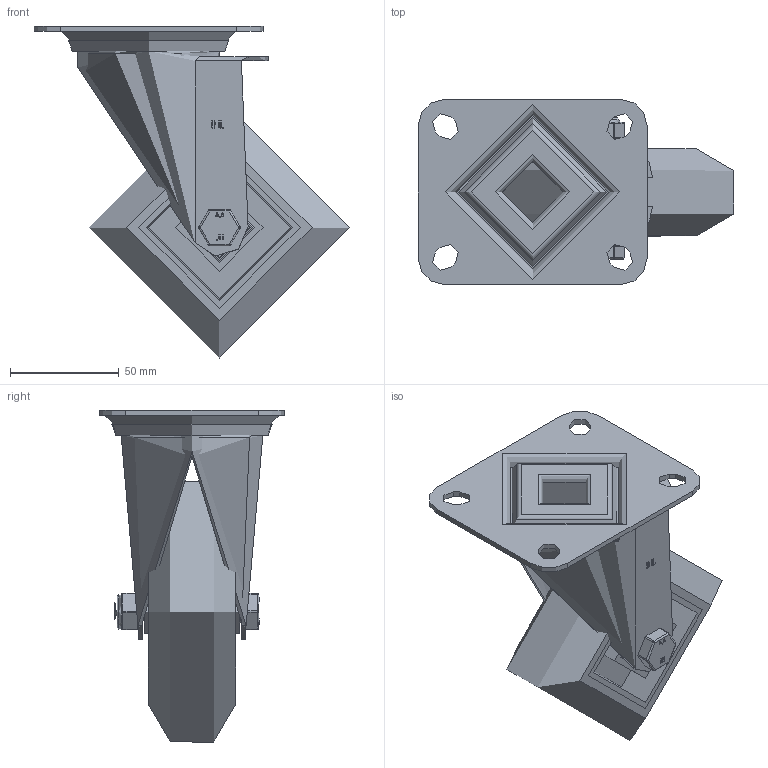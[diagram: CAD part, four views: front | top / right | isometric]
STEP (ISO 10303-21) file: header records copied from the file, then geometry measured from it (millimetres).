
FILE_DESCRIPTION(/* description */ ('','CAx-IF Rec.Pracs.---Representation and Presentation of Product Manufacturing Information (PMI)---4.0---2014-10-13'),/* implementation_level */ '2;1');
FILE_NAME(/* name */ 'BZMM125SRERGBJ - 2.step',/* time_stamp */ '2024-12-17T09:55:18Z',/* author */ (''),/* organization */ (''),/* preprocessor_version */ 'ST-DEVELOPER v20',/* originating_system */ 'Autodesk Translation Framework v13.20.0.188',/* authorisation */ '');
FILE_SCHEMA (('AP242_MANAGED_MODEL_BASED_3D_ENGINEERING_MIM_LF { 1 0 10303 442 1 1 4 }'));
Length unit declared in the file: millimetre
Products named in the file (29): BZMM125SRERGBJ - 2; BZMM125AS - 2 v2; ZINC PLATED, PRESSED STEEL TOP PLATE; ZINC PLATED, PRESSED STEEL FORKS; BEARING SEAL; BZH125WSRERGBJM15 v1; 55 SHORE A ELASTIC RUBBER TYRE; ALUMINIUM RIM; ALUMINIUM RIM Geometry; BEARING SPACER; BEARING6002; Pattern; BEARING6002 (1); Pattern (1); Component1; METAL; METAL2; MIDDLE; RUBBER; TH15X2X10 v1; ZINC PLATED HEADED SPACER; TH15X2X10 v1 (1); ZINC PLATED HEADED SPACER (1); HEXBOLTM10X60Z8.8 v2; GRADE 8.8 ZINC PLATED BOLT; NYLOCM10Z v1; NYLOC NUT; RUBBER (1); NUT
Assembly tree (51 placements, depth 5):
  BZMM125SRERGBJ - 2
    BZMM125AS - 2 v2
      ZINC PLATED, PRESSED STEEL TOP PLATE
      ZINC PLATED, PRESSED STEEL FORKS
      BEARING SEAL
    BZH125WSRERGBJM15 v1
      55 SHORE A ELASTIC RUBBER TYRE
      ALUMINIUM RIM
        ALUMINIUM RIM Geometry
        BEARING SPACER
      BEARING6002
        METAL
        METAL2
        Pattern
          Component1  x9
        MIDDLE
        RUBBER  x2
      BEARING6002 (1)
        Pattern (1)
          Component1  x9
        METAL
        METAL2
        MIDDLE
        RUBBER  x2
    TH15X2X10 v1
      ZINC PLATED HEADED SPACER
    TH15X2X10 v1 (1)
      ZINC PLATED HEADED SPACER (1)
    HEXBOLTM10X60Z8.8 v2
      GRADE 8.8 ZINC PLATED BOLT
    NYLOCM10Z v1
      NYLOC NUT
        RUBBER (1)
        NUT
Bounding box: 144.82 x 85 x 152.32 mm (x, y, z)
Volume: 419869.4 mm3; surface area: 141425.8 mm2
Topology: 39 solids, 39 shells, 1095 faces, 2742 edges, 1787 vertices
Faces by surface type: bspline 404, plane 381, cylinder 195, sphere 72, cone 28, torus 15
Full cylindrical faces by diameter (mm): 8.141 x19, 9.85 x20, 10 x3, 10.3 x2, 10.5 x2, 12 x2, 14.75 x2, 15 x3, 15.5 x1, 16 x1, 19 x3, 20 x6, 20.5 x4, 21.5 x4, 26 x1, 26.8 x4, 28 x3, 28.2 x8, 32 x4, 34 x3, 40 x2, 49 x1, 61 x1, 65 x1, 74 x2
Entity records: 25343 total; most frequent: CARTESIAN_POINT 11568, ORIENTED_EDGE 2814, DIRECTION 2415, EDGE_CURVE 1407, AXIS2_PLACEMENT_3D 919, VERTEX_POINT 909, EDGE_LOOP 693, FACE_OUTER_BOUND 582
